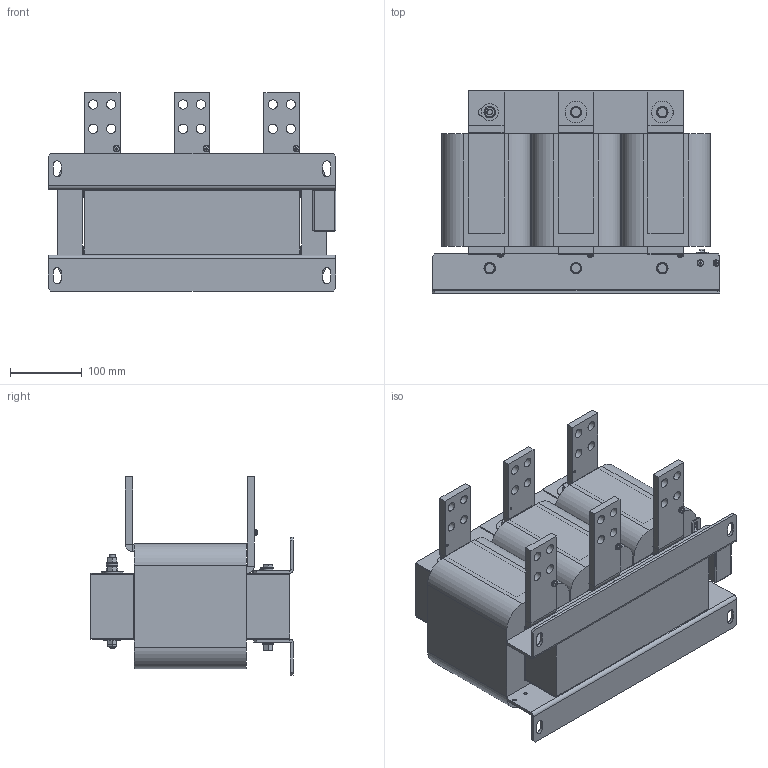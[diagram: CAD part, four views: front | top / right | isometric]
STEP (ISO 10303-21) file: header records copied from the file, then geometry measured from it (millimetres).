
FILE_DESCRIPTION (( 'STEP AP214' ), '1' );
FILE_NAME ('130B2853.STEP', '2015-02-12T10:42:28', ( 'EDV' ), ( 'Microsoft' ), 'SwSTEP 2.0', 'SolidWorks 2014', '' );
FILE_SCHEMA (( 'AUTOMOTIVE_DESIGN' ));
Length unit declared in the file: millimetre
Products named in the file (24): plain washer large_din_Washer DIN 9021 - 8.4; hex nut gradec_din_Hexagon Nut ISO 4034 - M8 - N; plain washer grade a_din_Washer DIN 125 - A 8.4; Wickel B 0909038; #700-1267; #700-1266; Verguss f黵 #020-1720; #144-0206; plain washer grade a_din_Washer DIN 125 - A 4.3; #020-1720; #040-1217; M8x110-DIN931; #142-0054; M8x120DIN933; #143-0140; curved spring lock washer_din_Spring washer DIN 128 - A4; Luftspalt 1 f黵 B 0909038; curved spring lock washer_din_Spring washer DIN 128 - A8; pan head cross recess screw_din_ISO 7045 - M4 x 8 - Z --- 8N; Luftspalt 2 f黵 B 0909038; Isolierbuchse M8_M05; plain washer large_din_Washer DIN 9021 - 10.5; 130B2853
Assembly tree (103 placements, depth 2):
  130B2853
    Luftspalt 2 f黵 B 0909038  x12
    #142-0054
    Luftspalt 1 f黵 B 0909038  x2
    #143-0140  x15
    #142-0054
    #040-1217  x2
    #020-1720
    #144-0206  x6
    Verguss f黵 #020-1720
    #700-1266  x3
    #700-1267  x3
    Wickel B 0909038  x3
    plain washer grade a_din_Washer DIN 125 - A 8.4  x10
    hex nut gradec_din_Hexagon Nut ISO 4034 - M8 - N  x7
    plain washer large_din_Washer DIN 9021 - 8.4  x4
    plain washer large_din_Washer DIN 9021 - 10.5  x2
    Isolierbuchse M8_M05  x8
    pan head cross recess screw_din_ISO 7045 - M4 x 8 - Z --- 8N  x5
    curved spring lock washer_din_Spring washer DIN 128 - A8
    curved spring lock washer_din_Spring washer DIN 128 - A4  x5
    M8x120DIN933
    M8x110-DIN931  x5
    plain washer grade a_din_Washer DIN 125 - A 4.3  x5
Bounding box: 400 x 281.8 x 275.5 mm (x, y, z)
Volume: 13760717.2 mm3; surface area: 1827457.1 mm2
Topology: 103 solids, 103 shells, 1847 faces, 4414 edges, 2821 vertices
Faces by surface type: plane 1307, cylinder 262, cone 129, bspline 110, torus 34, sphere 5
Full cylindrical faces by diameter (mm): 3.3 x6, 4 x7, 4.3 x5, 4.5 x4, 6 x2, 6.8 x7, 8 x18, 8.2 x8, 8.4 x14, 8.636 x1, 9 x5, 9.9 x8, 10.5 x2, 11 x6, 13 x24, 14 x8, 15 x6, 16 x10, 24 x4, 30 x2
Entity records: 30446 total; most frequent: CARTESIAN_POINT 11289, ORIENTED_EDGE 3180, DIRECTION 2855, EDGE_CURVE 1590, LINE 1085, VECTOR 1085, VERTEX_POINT 1055, AXIS2_PLACEMENT_3D 885
